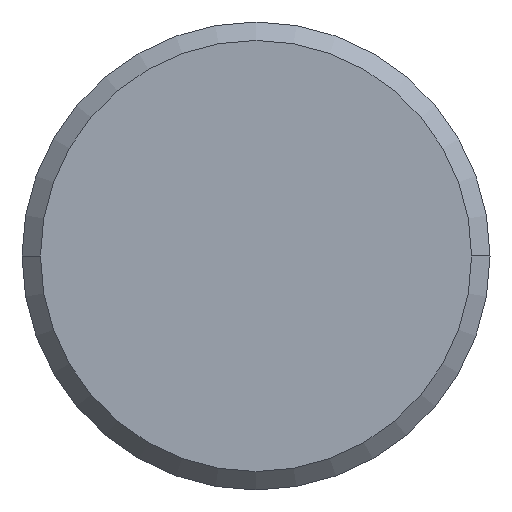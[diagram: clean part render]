
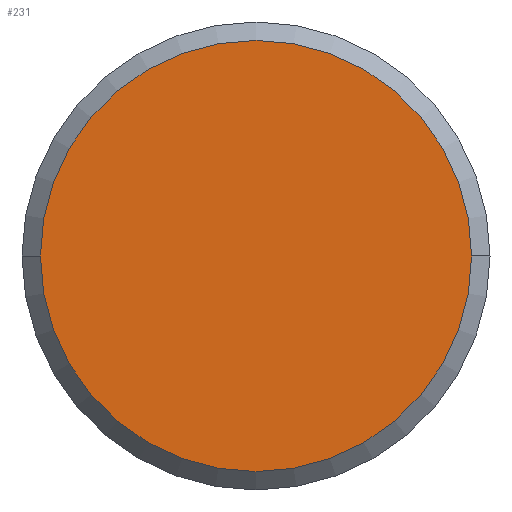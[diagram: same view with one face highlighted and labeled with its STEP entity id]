
A CAD part, left-side view. The second image highlights one B-rep face of the part: STEP entity #231.
In plain terms, the highlighted planar face has unit normal (-1, 0, 0).
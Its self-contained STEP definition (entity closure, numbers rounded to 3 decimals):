
#23 = DIRECTION ( 'NONE',  ( -1., 0., 0. ) ) ;
#38 = AXIS2_PLACEMENT_3D ( 'NONE', #80, #277, #112 ) ;
#61 = ORIENTED_EDGE ( 'NONE', *, *, #205, .F. ) ;
#77 = CARTESIAN_POINT ( 'NONE',  ( -49.8, -5.85, 0. ) ) ;
#80 = CARTESIAN_POINT ( 'NONE',  ( -49.8, 0., 0. ) ) ;
#106 = CARTESIAN_POINT ( 'NONE',  ( -49.8, 0., 0. ) ) ;
#112 = DIRECTION ( 'NONE',  ( 0., 1., 0. ) ) ;
#119 = ORIENTED_EDGE ( 'NONE', *, *, #296, .F. ) ;
#133 = CIRCLE ( 'NONE', #255, 5.85 ) ;
#134 = DIRECTION ( 'NONE',  ( 0., 1., 0. ) ) ;
#152 = CIRCLE ( 'NONE', #38, 5.85 ) ;
#164 = CARTESIAN_POINT ( 'NONE',  ( -49.8, 0., 0. ) ) ;
#205 = EDGE_CURVE ( 'NONE', #352, #242, #133, .T. ) ;
#221 = DIRECTION ( 'NONE',  ( 0., -1., 0. ) ) ;
#231 = ADVANCED_FACE ( 'NONE', ( #348 ), #329, .T. ) ;
#242 = VERTEX_POINT ( 'NONE', #77 ) ;
#255 = AXIS2_PLACEMENT_3D ( 'NONE', #106, #306, #134 ) ;
#258 = CARTESIAN_POINT ( 'NONE',  ( -49.8, 5.85, 0. ) ) ;
#277 = DIRECTION ( 'NONE',  ( 1., 0., 0. ) ) ;
#296 = EDGE_CURVE ( 'NONE', #242, #352, #152, .T. ) ;
#306 = DIRECTION ( 'NONE',  ( 1., 0., 0. ) ) ;
#309 = EDGE_LOOP ( 'NONE', ( #61, #119 ) ) ;
#329 = PLANE ( 'NONE',  #345 ) ;
#345 = AXIS2_PLACEMENT_3D ( 'NONE', #164, #23, #221 ) ;
#348 = FACE_OUTER_BOUND ( 'NONE', #309, .T. ) ;
#352 = VERTEX_POINT ( 'NONE', #258 ) ;
